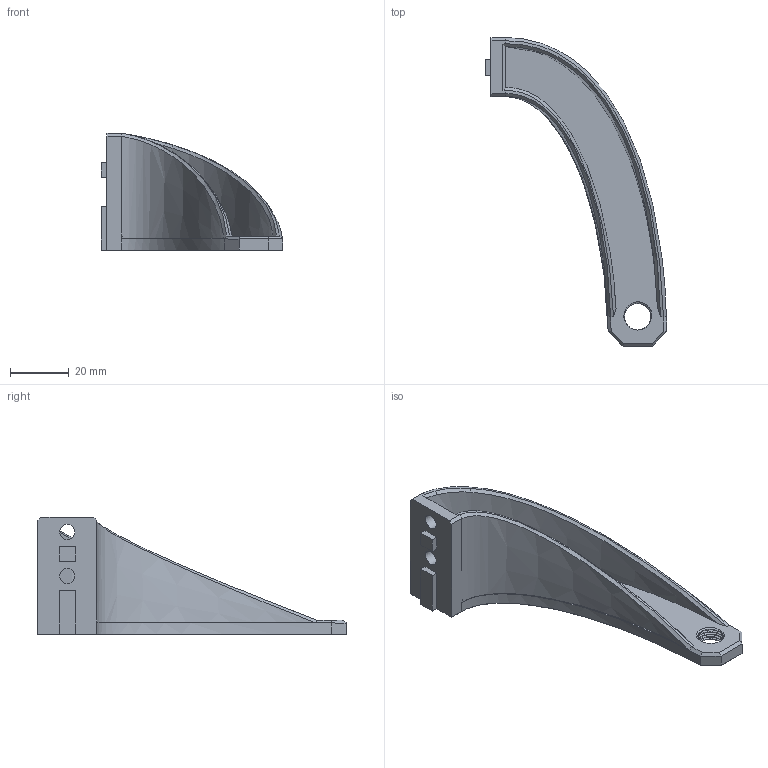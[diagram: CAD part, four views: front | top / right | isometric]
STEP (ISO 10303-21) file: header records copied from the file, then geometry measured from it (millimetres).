
FILE_DESCRIPTION(/* description */ (''),/* implementation_level */ '2;1');
FILE_NAME(/* name */ 'Reverse Bowden v3.step',/* time_stamp */ '2022-07-12T21:38:20-04:00',/* author */ (''),/* organization */ (''),/* preprocessor_version */ 'ST-DEVELOPER v19',/* originating_system */ 'Autodesk Translation Framework v11.7.0.108',/* authorisation */ '');
FILE_SCHEMA (('AUTOMOTIVE_DESIGN { 1 0 10303 214 3 1 1 }'));
Length unit declared in the file: millimetre
Products named in the file (1): Reverse Bowden
Bounding box: 61.94 x 105 x 40 mm (x, y, z)
Volume: 24971.4 mm3; surface area: 15197.2 mm2
Topology: 1 solids, 1 shells, 74 faces, 204 edges, 133 vertices
Faces by surface type: plane 31, bspline 29, cylinder 14
Full cylindrical faces by diameter (mm): 5.15 x2, 9.036 x4, 10.147 x4
Entity records: 5306 total; most frequent: CARTESIAN_POINT 3682, ORIENTED_EDGE 408, EDGE_CURVE 204, DIRECTION 194, VERTEX_POINT 133, B_SPLINE_CURVE_WITH_KNOTS 105, LINE 86, VECTOR 86
